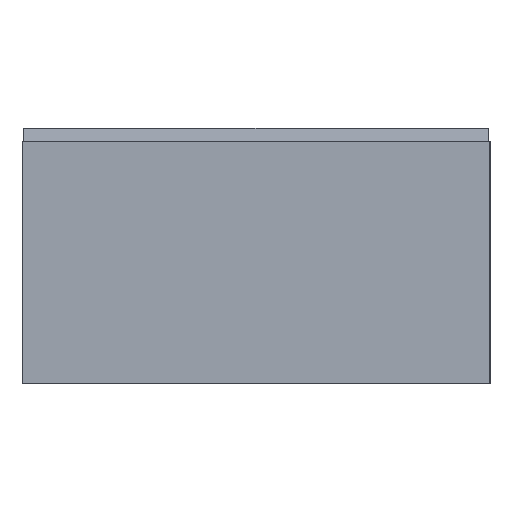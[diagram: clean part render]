
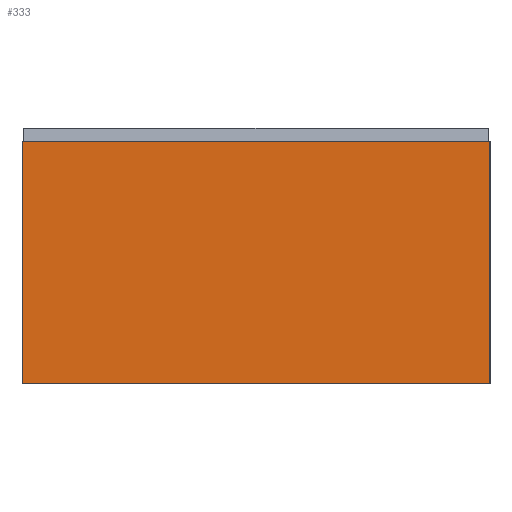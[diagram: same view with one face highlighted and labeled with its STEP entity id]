
A CAD part, left-side view. The second image highlights one B-rep face of the part: STEP entity #333.
In plain terms, the highlighted planar face has unit normal (-1, 0, 0).
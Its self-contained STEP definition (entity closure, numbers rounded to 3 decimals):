
#46 = ORIENTED_EDGE ( 'NONE', *, *, #53, .F. ) ;
#47 = ORIENTED_EDGE ( 'NONE', *, *, #278, .T. ) ;
#48 = ORIENTED_EDGE ( 'NONE', *, *, #332, .T. ) ;
#49 = ORIENTED_EDGE ( 'NONE', *, *, #273, .T. ) ;
#53 = EDGE_CURVE ( 'NONE', #279, #330, #654, .T. ) ;
#271 = VERTEX_POINT ( 'NONE', #1079 ) ;
#273 = EDGE_CURVE ( 'NONE', #276, #271, #1078, .T. ) ;
#276 = VERTEX_POINT ( 'NONE', #1131 ) ;
#278 = EDGE_CURVE ( 'NONE', #279, #276, #1130, .T. ) ;
#279 = VERTEX_POINT ( 'NONE', #1126 ) ;
#330 = VERTEX_POINT ( 'NONE', #1198 ) ;
#332 = EDGE_CURVE ( 'NONE', #271, #330, #1197, .T. ) ;
#333 = ADVANCED_FACE ( 'NONE', ( #1193 ), #1191, .T. ) ;
#334 = EDGE_LOOP ( 'NONE', ( #49, #48, #46, #47 ) ) ;
#646 = DIRECTION ( 'NONE',  ( 0., -1., 0. ) ) ;
#647 = VECTOR ( 'NONE', #646, 1000. ) ;
#648 = CARTESIAN_POINT ( 'NONE',  ( -0.5, 0.251, 0.26 ) ) ;
#654 = LINE ( 'NONE', #648, #647 ) ;
#1075 = DIRECTION ( 'NONE',  ( 0., -1., 0. ) ) ;
#1076 = VECTOR ( 'NONE', #1075, 1000. ) ;
#1077 = CARTESIAN_POINT ( 'NONE',  ( -0.5, 0.251, 0. ) ) ;
#1078 = LINE ( 'NONE', #1077, #1076 ) ;
#1079 = CARTESIAN_POINT ( 'NONE',  ( -0.5, -0.251, 0. ) ) ;
#1126 = CARTESIAN_POINT ( 'NONE',  ( -0.5, 0.251, 0.26 ) ) ;
#1127 = DIRECTION ( 'NONE',  ( 0., 0., -1. ) ) ;
#1128 = VECTOR ( 'NONE', #1127, 1000. ) ;
#1129 = CARTESIAN_POINT ( 'NONE',  ( -0.5, 0.251, 0. ) ) ;
#1130 = LINE ( 'NONE', #1129, #1128 ) ;
#1131 = CARTESIAN_POINT ( 'NONE',  ( -0.5, 0.251, 0. ) ) ;
#1191 = PLANE ( 'NONE',  #1192 ) ;
#1192 = AXIS2_PLACEMENT_3D ( 'NONE', #1255, #1254, #1253 ) ;
#1193 = FACE_OUTER_BOUND ( 'NONE', #334, .T. ) ;
#1194 = DIRECTION ( 'NONE',  ( 0., 0., 1. ) ) ;
#1195 = VECTOR ( 'NONE', #1194, 1000. ) ;
#1196 = CARTESIAN_POINT ( 'NONE',  ( -0.5, -0.251, 0. ) ) ;
#1197 = LINE ( 'NONE', #1196, #1195 ) ;
#1198 = CARTESIAN_POINT ( 'NONE',  ( -0.5, -0.251, 0.26 ) ) ;
#1253 = DIRECTION ( 'NONE',  ( 0., -1., 0. ) ) ;
#1254 = DIRECTION ( 'NONE',  ( -1., 0., 0. ) ) ;
#1255 = CARTESIAN_POINT ( 'NONE',  ( -0.5, -0.251, 0. ) ) ;
